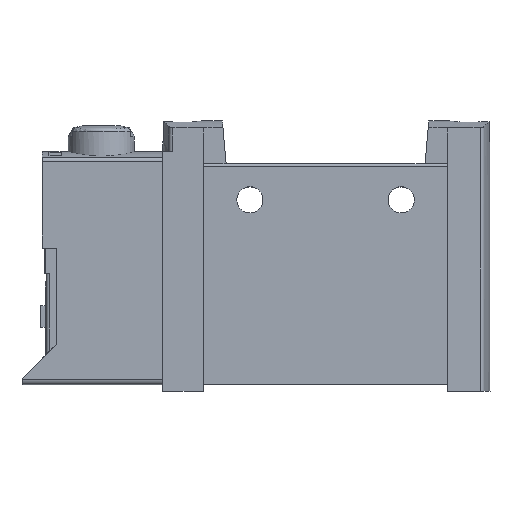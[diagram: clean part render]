
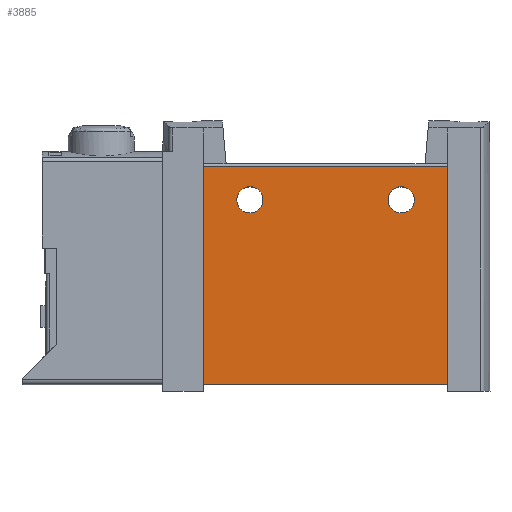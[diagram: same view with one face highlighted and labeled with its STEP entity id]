
A CAD part, top view. The second image highlights one B-rep face of the part: STEP entity #3885.
In plain terms, the highlighted planar face has unit normal (0, 0, 1).
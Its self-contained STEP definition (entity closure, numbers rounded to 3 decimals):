
#68=PLANE('',#4207);
#265=CIRCLE('',#4208,1.6);
#266=CIRCLE('',#4209,1.6);
#467=LINE('',#6168,#867);
#478=LINE('',#6196,#878);
#481=LINE('',#6204,#881);
#484=LINE('',#6212,#884);
#867=VECTOR('',#4829,1000.);
#878=VECTOR('',#4854,1000.);
#881=VECTOR('',#4861,1000.);
#884=VECTOR('',#4870,1000.);
#1470=ORIENTED_EDGE('',*,*,#2546,.F.);
#1471=ORIENTED_EDGE('',*,*,#2547,.F.);
#1472=ORIENTED_EDGE('',*,*,#2524,.T.);
#1473=ORIENTED_EDGE('',*,*,#2548,.F.);
#1474=ORIENTED_EDGE('',*,*,#2539,.F.);
#1475=ORIENTED_EDGE('',*,*,#2543,.T.);
#2524=EDGE_CURVE('',#3061,#3060,#467,.T.);
#2539=EDGE_CURVE('',#3070,#3071,#478,.T.);
#2543=EDGE_CURVE('',#3070,#3061,#481,.T.);
#2546=EDGE_CURVE('',#3074,#3074,#265,.F.);
#2547=EDGE_CURVE('',#3075,#3075,#266,.F.);
#2548=EDGE_CURVE('',#3071,#3060,#484,.T.);
#3060=VERTEX_POINT('',#6167);
#3061=VERTEX_POINT('',#6169);
#3070=VERTEX_POINT('',#6195);
#3071=VERTEX_POINT('',#6197);
#3074=VERTEX_POINT('',#6209);
#3075=VERTEX_POINT('',#6211);
#3315=EDGE_LOOP('',(#1470));
#3316=EDGE_LOOP('',(#1471));
#3317=EDGE_LOOP('',(#1472,#1473,#1474,#1475));
#3584=FACE_BOUND('',#3315,.T.);
#3585=FACE_BOUND('',#3316,.T.);
#3586=FACE_BOUND('',#3317,.T.);
#3885=ADVANCED_FACE('',(#3584,#3585,#3586),#68,.F.);
#4207=AXIS2_PLACEMENT_3D('',#6207,#4864,#4865);
#4208=AXIS2_PLACEMENT_3D('',#6208,#4866,#4867);
#4209=AXIS2_PLACEMENT_3D('',#6210,#4868,#4869);
#4829=DIRECTION('',(0.,-1.,0.));
#4854=DIRECTION('',(0.,-1.,0.));
#4861=DIRECTION('',(-1.,0.,0.));
#4864=DIRECTION('',(0.,0.,-1.));
#4865=DIRECTION('',(-1.,0.,0.));
#4866=DIRECTION('',(0.,0.,-1.));
#4867=DIRECTION('',(-1.,0.,0.));
#4868=DIRECTION('',(0.,0.,-1.));
#4869=DIRECTION('',(-1.,0.,0.));
#4870=DIRECTION('',(-1.,0.,0.));
#6167=CARTESIAN_POINT('',(-14.95,0.,5.1));
#6168=CARTESIAN_POINT('',(-14.95,26.7,5.1));
#6169=CARTESIAN_POINT('',(-14.95,26.7,5.1));
#6195=CARTESIAN_POINT('',(14.95,26.7,5.1));
#6196=CARTESIAN_POINT('',(14.95,26.7,5.1));
#6197=CARTESIAN_POINT('',(14.95,0.,5.1));
#6204=CARTESIAN_POINT('',(14.95,26.7,5.1));
#6207=CARTESIAN_POINT('',(14.95,26.7,5.1));
#6208=CARTESIAN_POINT('',(9.25,22.6,5.1));
#6209=CARTESIAN_POINT('',(7.65,22.6,5.1));
#6210=CARTESIAN_POINT('',(-9.25,22.6,5.1));
#6211=CARTESIAN_POINT('',(-10.85,22.6,5.1));
#6212=CARTESIAN_POINT('',(14.95,0.,5.1));
